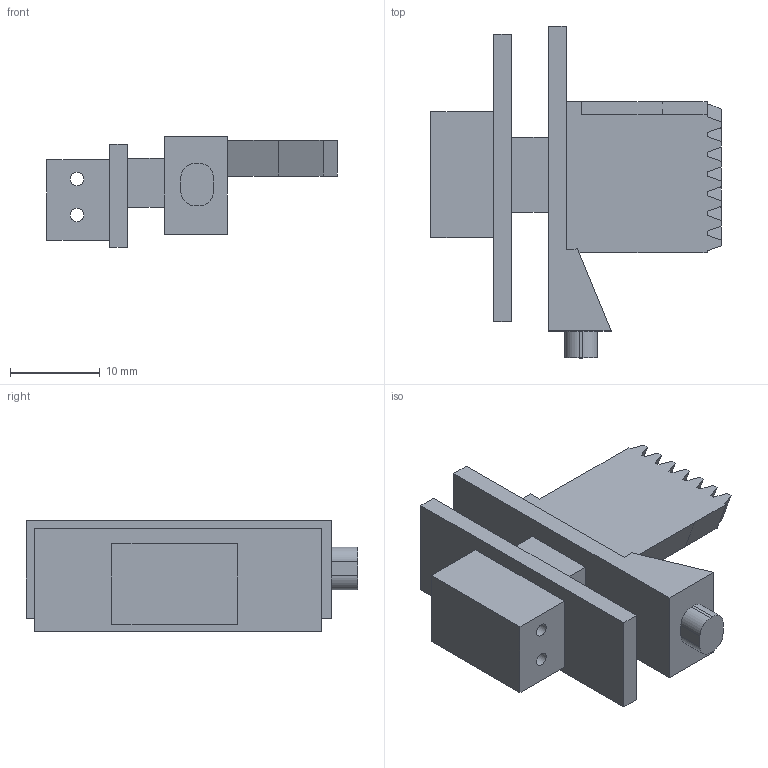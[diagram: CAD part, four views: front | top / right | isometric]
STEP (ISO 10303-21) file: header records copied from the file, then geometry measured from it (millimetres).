
FILE_DESCRIPTION(('FreeCAD Model'),'2;1');
FILE_NAME('Open CASCADE Shape Model','2025-08-26T15:12:10',(''),(''), 'Open CASCADE STEP processor 7.8','FreeCAD','Unknown');
FILE_SCHEMA(('AUTOMOTIVE_DESIGN { 1 0 10303 214 1 1 1 1 }'));
Length unit declared in the file: millimetre
Products named in the file (1): Involute_Rack
Bounding box: 32.38 x 37 x 12.35 mm (x, y, z)
Volume: 3935.3 mm3; surface area: 3177.4 mm2
Topology: 1 solids, 1 shells, 75 faces, 204 edges, 135 vertices
Faces by surface type: plane 38, bspline 29, cylinder 6, extrusion 2
Full cylindrical faces by diameter (mm): 1.5 x2
Entity records: 2324 total; most frequent: CARTESIAN_POINT 538, ORIENTED_EDGE 408, DIRECTION 274, EDGE_CURVE 204, VECTOR 160, LINE 158, VERTEX_POINT 135, FACE_BOUND 83
